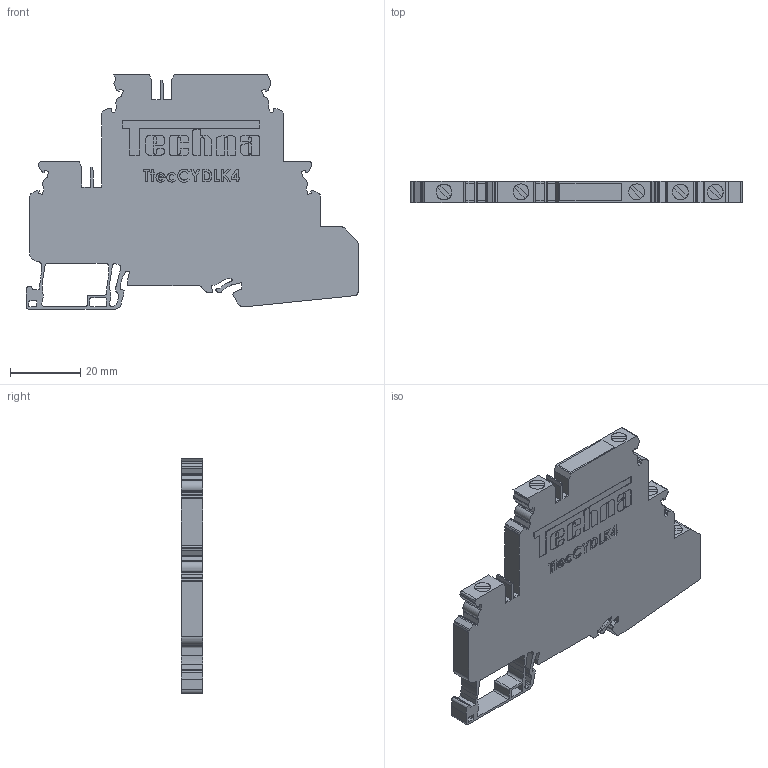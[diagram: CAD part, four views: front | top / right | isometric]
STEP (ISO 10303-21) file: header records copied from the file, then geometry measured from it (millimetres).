
FILE_DESCRIPTION (( 'STEP AP214' ), '1' );
FILE_NAME ('TtecCYDLK4.STEP', '2020-07-23T06:28:22', ( '' ), ( '' ), 'SwSTEP 2.0', 'SolidWorks 2020', '' );
FILE_SCHEMA (( 'AUTOMOTIVE_DESIGN' ));
Length unit declared in the file: millimetre
Products named in the file (1): TtecCYDLK4
Bounding box: 94.5 x 6 x 66.8 mm (x, y, z)
Volume: 25168.7 mm3; surface area: 11707 mm2
Topology: 1 solids, 1 shells, 843 faces, 2393 edges, 1600 vertices
Faces by surface type: plane 508, cylinder 275, bspline 60
Entity records: 36672 total; most frequent: CARTESIAN_POINT 8801, ORIENTED_EDGE 4786, DIRECTION 4411, EDGE_CURVE 2393, LINE 1703, VECTOR 1703, VERTEX_POINT 1600, AXIS2_PLACEMENT_3D 1354
